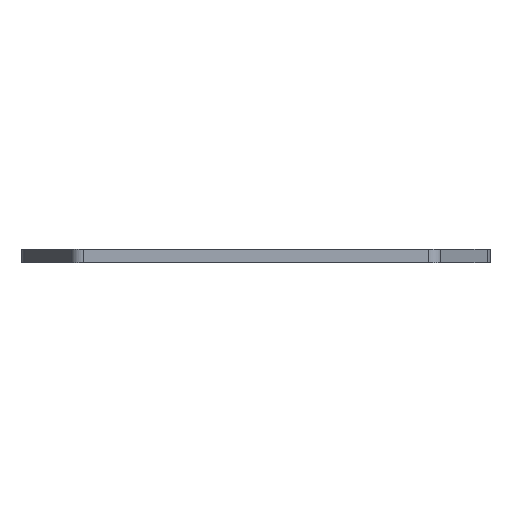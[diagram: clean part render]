
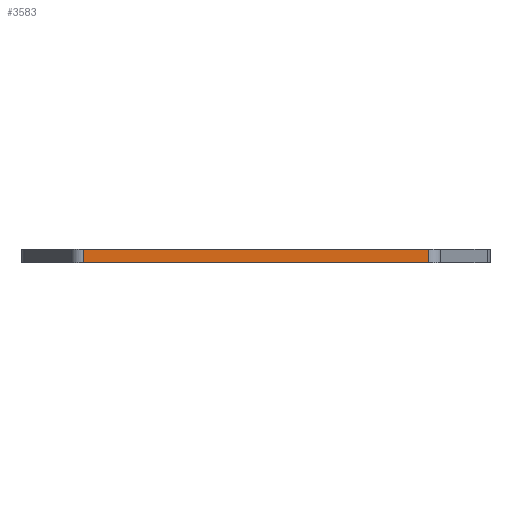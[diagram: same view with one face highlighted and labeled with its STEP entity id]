
A CAD part, front view. The second image highlights one B-rep face of the part: STEP entity #3583.
In plain terms, the highlighted planar face has unit normal (0, -1, 0).
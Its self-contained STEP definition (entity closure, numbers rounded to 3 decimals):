
#35 = FACE_OUTER_BOUND ( 'NONE', #1938, .T. ) ;
#167 = CARTESIAN_POINT ( 'NONE',  ( 4.955, -79., 1.75 ) ) ;
#324 = CARTESIAN_POINT ( 'NONE',  ( -59.955, -79., 0.75 ) ) ;
#409 = CARTESIAN_POINT ( 'NONE',  ( -59.955, -79., 1.75 ) ) ;
#412 = CARTESIAN_POINT ( 'NONE',  ( 4.955, -79., -0.75 ) ) ;
#523 = CARTESIAN_POINT ( 'NONE',  ( -59.955, -79., -0.75 ) ) ;
#535 = DIRECTION ( 'NONE',  ( 0., 1., 0. ) ) ;
#641 = CARTESIAN_POINT ( 'NONE',  ( 4.955, -79., 0.75 ) ) ;
#665 = EDGE_CURVE ( 'NONE', #2839, #1750, #777, .T. ) ;
#777 = LINE ( 'NONE', #324, #1832 ) ;
#787 = VERTEX_POINT ( 'NONE', #412 ) ;
#820 = LINE ( 'NONE', #1255, #3035 ) ;
#893 = EDGE_CURVE ( 'NONE', #1750, #923, #2858, .T. ) ;
#923 = VERTEX_POINT ( 'NONE', #167 ) ;
#1255 = CARTESIAN_POINT ( 'NONE',  ( 0., -79., -0.75 ) ) ;
#1273 = LINE ( 'NONE', #641, #2449 ) ;
#1307 = CARTESIAN_POINT ( 'NONE',  ( 27.5, -79., 1.75 ) ) ;
#1551 = DIRECTION ( 'NONE',  ( 0., 0., -1. ) ) ;
#1552 = DIRECTION ( 'NONE',  ( 0., 0., 1. ) ) ;
#1563 = DIRECTION ( 'NONE',  ( 1., 0., 0. ) ) ;
#1719 = EDGE_CURVE ( 'NONE', #923, #787, #1273, .T. ) ;
#1750 = VERTEX_POINT ( 'NONE', #409 ) ;
#1806 = DIRECTION ( 'NONE',  ( 1., 0., 0. ) ) ;
#1832 = VECTOR ( 'NONE', #1552, 1000. ) ;
#1834 = EDGE_CURVE ( 'NONE', #2839, #787, #820, .T. ) ;
#1938 = EDGE_LOOP ( 'NONE', ( #3136, #2321, #2333, #2548 ) ) ;
#1983 = DIRECTION ( 'NONE',  ( -1., 0., 0. ) ) ;
#2192 = AXIS2_PLACEMENT_3D ( 'NONE', #2248, #535, #1983 ) ;
#2248 = CARTESIAN_POINT ( 'NONE',  ( 27.5, -79., 0.75 ) ) ;
#2272 = VECTOR ( 'NONE', #1563, 1000. ) ;
#2321 = ORIENTED_EDGE ( 'NONE', *, *, #893, .F. ) ;
#2333 = ORIENTED_EDGE ( 'NONE', *, *, #665, .F. ) ;
#2449 = VECTOR ( 'NONE', #1551, 1000. ) ;
#2485 = PLANE ( 'NONE',  #2192 ) ;
#2548 = ORIENTED_EDGE ( 'NONE', *, *, #1834, .T. ) ;
#2839 = VERTEX_POINT ( 'NONE', #523 ) ;
#2858 = LINE ( 'NONE', #1307, #2272 ) ;
#3035 = VECTOR ( 'NONE', #1806, 1000. ) ;
#3136 = ORIENTED_EDGE ( 'NONE', *, *, #1719, .F. ) ;
#3583 = ADVANCED_FACE ( 'NONE', ( #35 ), #2485, .F. ) ;
